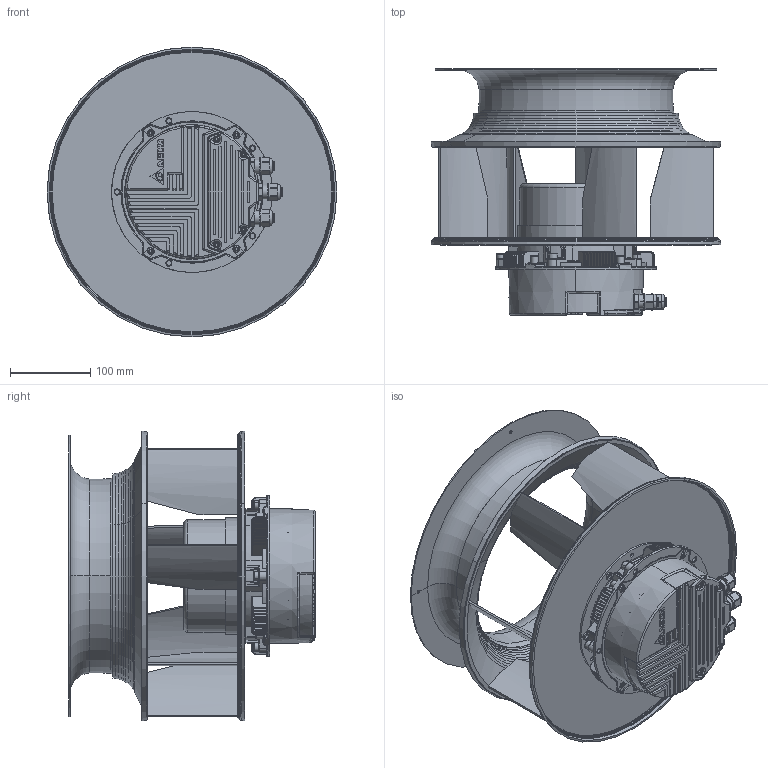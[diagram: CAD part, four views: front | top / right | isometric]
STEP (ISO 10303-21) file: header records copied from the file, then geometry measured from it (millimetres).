
FILE_DESCRIPTION((''),'2;1');
FILE_NAME('ASM0006_ASM','2017-11-06T',('CHESTER.YAN'),(''),'CREO PARAMETRIC BY PTC INC, 2015080','CREO PARAMETRIC BY PTC INC, 2015080','');
FILE_SCHEMA(('CONFIG_CONTROL_DESIGN'));
Products named in the file (9): _OD116_MOTOR_1_1_2_1; _OD116_MOTOR_1_1_2_2; _OD116_MOTOR_1_1_2_3; _OD116_MOTOR_1_1_2_4; _OD116_MOTOR_1_1_2_ASM; OD116_MOTOR_ASM_1_1_ASM; PRT0006; 036_25R_NOZZLE; ASM0006_ASM
Assembly tree (8 placements, depth 4):
  ASM0006_ASM
    OD116_MOTOR_ASM_1_1_ASM
      _OD116_MOTOR_1_1_2_ASM
        _OD116_MOTOR_1_1_2_1
        _OD116_MOTOR_1_1_2_2
        _OD116_MOTOR_1_1_2_3
        _OD116_MOTOR_1_1_2_4
    PRT0006
    036_25R_NOZZLE
Bounding box: 360.23 x 306.2 x 360.23 mm (x, y, z)
Volume: 2042767.6 mm3; surface area: 1019036.2 mm2
Topology: 6 solids, 27 shells, 3433 faces, 9530 edges, 6098 vertices
Faces by surface type: cylinder 1213, plane 1108, torus 502, bspline 263, cone 218, sphere 97, extrusion 32
Entity records: 142244 total; most frequent: CARTESIAN_POINT 57678, ORIENTED_EDGE 18555, DIRECTION 16829, EDGE_CURVE 9434, AXIS2_PLACEMENT_3D 6784, VERTEX_POINT 6098, CIRCLE 3623, EDGE_LOOP 3577
